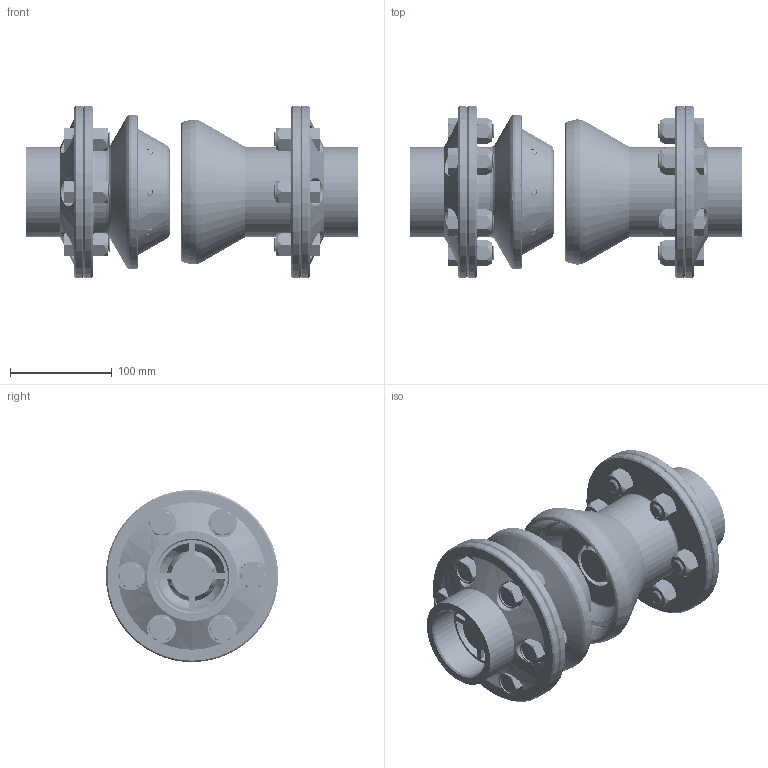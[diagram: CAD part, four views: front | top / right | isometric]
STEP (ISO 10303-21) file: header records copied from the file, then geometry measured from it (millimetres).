
FILE_DESCRIPTION(('FreeCAD Model'),'2;1');
FILE_NAME('Open CASCADE Shape Model','2025-04-27T05:26:20',('FreeCAD'),( 'FreeCAD'),'Open CASCADE STEP processor 7.6','FreeCAD','Unknown');
FILE_SCHEMA(('AUTOMOTIVE_DESIGN { 1 0 10303 214 1 1 1 1 }'));
Products named in the file (1): Open CASCADE STEP translator 7.6 1
Bounding box: 326.51 x 169.45 x 169.45 mm (x, y, z)
Volume: 2350121.7 mm3; surface area: 545344.8 mm2
Topology: 48 solids, 48 shells, 2706 faces, 6500 edges, 3924 vertices
Faces by surface type: bspline 2706
Entity records: 87392 total; most frequent: CARTESIAN_POINT 52167, ORIENTED_EDGE 13000, EDGE_CURVE 6500, VERTEX_POINT 3924, B_SPLINE_CURVE_WITH_KNOTS 2940, FACE_BOUND 2868, EDGE_LOOP 2868, ADVANCED_FACE 2706
